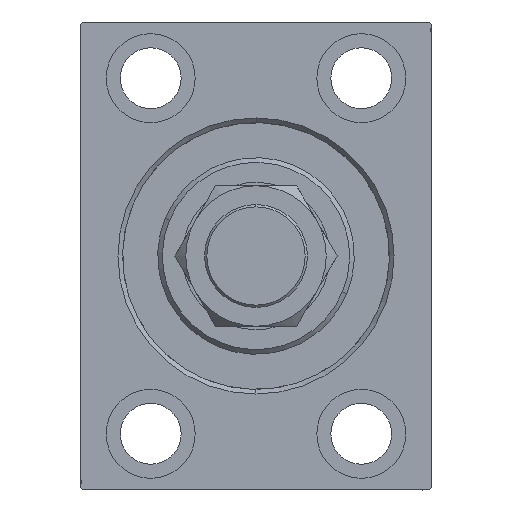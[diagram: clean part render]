
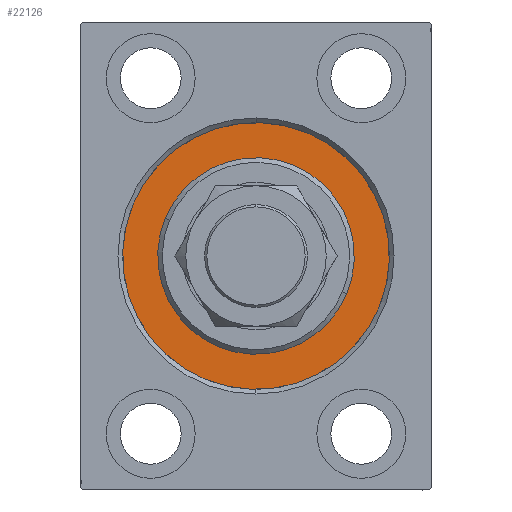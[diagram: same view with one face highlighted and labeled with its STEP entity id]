
A CAD part, left-side view. The second image highlights one B-rep face of the part: STEP entity #22126.
In plain terms, the highlighted face is planar.
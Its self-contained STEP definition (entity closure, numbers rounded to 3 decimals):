
#1663 = PLANE ( 'NONE',  #27344 ) ;
#1741 = DIRECTION ( 'NONE',  ( 1., 0., 0. ) ) ;
#6397 = CARTESIAN_POINT ( 'NONE',  ( 0., 0., 0. ) ) ;
#7945 = DIRECTION ( 'NONE',  ( 0., 0., 1. ) ) ;
#9736 = AXIS2_PLACEMENT_3D ( 'NONE', #10793, #39623, #7945 ) ;
#10657 = AXIS2_PLACEMENT_3D ( 'NONE', #24659, #42229, #20271 ) ;
#10793 = CARTESIAN_POINT ( 'NONE',  ( 0., 0., 0. ) ) ;
#12451 = CARTESIAN_POINT ( 'NONE',  ( 0., 0., -28.5 ) ) ;
#13444 = EDGE_LOOP ( 'NONE', ( #37847, #35609 ) ) ;
#13996 = VERTEX_POINT ( 'NONE', #12451 ) ;
#14232 = AXIS2_PLACEMENT_3D ( 'NONE', #6397, #16776, #30667 ) ;
#16752 = VERTEX_POINT ( 'NONE', #21023 ) ;
#16776 = DIRECTION ( 'NONE',  ( -1., 0., 0. ) ) ;
#17393 = VERTEX_POINT ( 'NONE', #25643 ) ;
#18470 = CARTESIAN_POINT ( 'NONE',  ( 0., 0., 21. ) ) ;
#20271 = DIRECTION ( 'NONE',  ( 0., 0., -1. ) ) ;
#21023 = CARTESIAN_POINT ( 'NONE',  ( 0., 0., 28.5 ) ) ;
#21539 = CIRCLE ( 'NONE', #9736, 28.5 ) ;
#22126 = ADVANCED_FACE ( 'NONE', ( #41178, #44649 ), #1663, .F. ) ;
#24601 = CIRCLE ( 'NONE', #25335, 21. ) ;
#24659 = CARTESIAN_POINT ( 'NONE',  ( 0., 0., 0. ) ) ;
#25335 = AXIS2_PLACEMENT_3D ( 'NONE', #43804, #1741, #42903 ) ;
#25643 = CARTESIAN_POINT ( 'NONE',  ( 0., 0., -21. ) ) ;
#27344 = AXIS2_PLACEMENT_3D ( 'NONE', #44416, #37013, #44180 ) ;
#27525 = VERTEX_POINT ( 'NONE', #18470 ) ;
#27744 = ORIENTED_EDGE ( 'NONE', *, *, #32319, .F. ) ;
#28281 = CIRCLE ( 'NONE', #14232, 28.5 ) ;
#29911 = EDGE_CURVE ( 'NONE', #17393, #27525, #24601, .T. ) ;
#30548 = ORIENTED_EDGE ( 'NONE', *, *, #29911, .F. ) ;
#30667 = DIRECTION ( 'NONE',  ( 0., 0., 1. ) ) ;
#32319 = EDGE_CURVE ( 'NONE', #27525, #17393, #32794, .T. ) ;
#32794 = CIRCLE ( 'NONE', #10657, 21. ) ;
#35609 = ORIENTED_EDGE ( 'NONE', *, *, #42162, .F. ) ;
#37013 = DIRECTION ( 'NONE',  ( -1., 0., 0. ) ) ;
#37847 = ORIENTED_EDGE ( 'NONE', *, *, #45409, .F. ) ;
#39276 = EDGE_LOOP ( 'NONE', ( #27744, #30548 ) ) ;
#39623 = DIRECTION ( 'NONE',  ( -1., 0., 0. ) ) ;
#41178 = FACE_BOUND ( 'NONE', #39276, .T. ) ;
#42162 = EDGE_CURVE ( 'NONE', #16752, #13996, #21539, .T. ) ;
#42229 = DIRECTION ( 'NONE',  ( 1., 0., 0. ) ) ;
#42903 = DIRECTION ( 'NONE',  ( 0., 0., -1. ) ) ;
#43804 = CARTESIAN_POINT ( 'NONE',  ( 0., 0., 0. ) ) ;
#44180 = DIRECTION ( 'NONE',  ( 0., 0., 1. ) ) ;
#44416 = CARTESIAN_POINT ( 'NONE',  ( 0., 0., 0. ) ) ;
#44649 = FACE_OUTER_BOUND ( 'NONE', #13444, .T. ) ;
#45409 = EDGE_CURVE ( 'NONE', #13996, #16752, #28281, .T. ) ;
